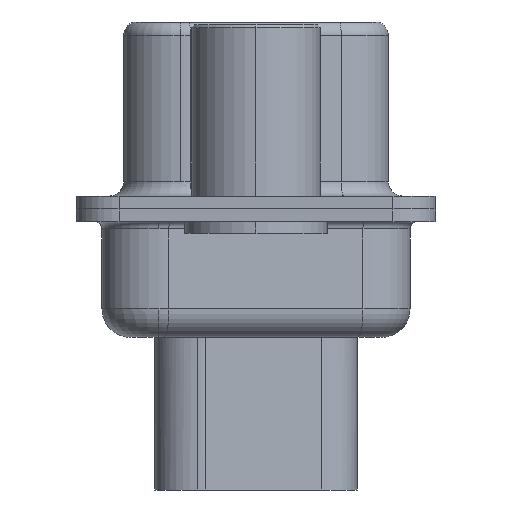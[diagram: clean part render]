
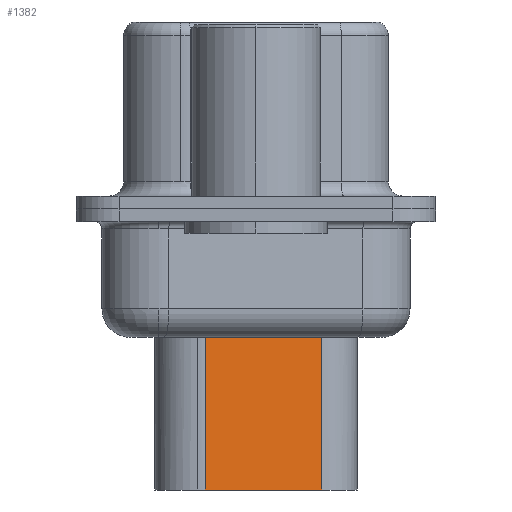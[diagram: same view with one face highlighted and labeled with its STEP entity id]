
A CAD part, left-side view. The second image highlights one B-rep face of the part: STEP entity #1382.
In plain terms, the highlighted planar face has unit normal (-0.985, -0.174, 0).
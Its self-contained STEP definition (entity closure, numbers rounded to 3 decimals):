
#1226 = CARTESIAN_POINT ( 'NONE',  ( 5.228, -2.3, -3.1 ) ) ;
#1273 = CARTESIAN_POINT ( 'NONE',  ( 4.509, 1.78, -9.85 ) ) ;
#1382 = ADVANCED_FACE ( 'NONE', ( #6415 ), #14674, .T. ) ;
#1592 = CARTESIAN_POINT ( 'NONE',  ( 4.338, 2.749, -3.975 ) ) ;
#2153 = CARTESIAN_POINT ( 'NONE',  ( 4.509, 1.78, -3.1 ) ) ;
#3040 = VECTOR ( 'NONE', #12460, 1000. ) ;
#3693 = CARTESIAN_POINT ( 'NONE',  ( 5.228, -2.3, -3.975 ) ) ;
#4347 = ORIENTED_EDGE ( 'NONE', *, *, #14675, .T. ) ;
#4449 = VECTOR ( 'NONE', #17028, 1000. ) ;
#4527 = CARTESIAN_POINT ( 'NONE',  ( 5.228, -2.3, -9.85 ) ) ;
#5128 = CARTESIAN_POINT ( 'NONE',  ( 4.509, 1.78, -9.85 ) ) ;
#6415 = FACE_OUTER_BOUND ( 'NONE', #10126, .T. ) ;
#6812 = DIRECTION ( 'NONE',  ( -0.174, 0.985, 0. ) ) ;
#7375 = ORIENTED_EDGE ( 'NONE', *, *, #10153, .F. ) ;
#7523 = DIRECTION ( 'NONE',  ( -0.985, -0.174, 0. ) ) ;
#8299 = VERTEX_POINT ( 'NONE', #3693 ) ;
#8760 = VERTEX_POINT ( 'NONE', #5128 ) ;
#9912 = LINE ( 'NONE', #1592, #4449 ) ;
#10033 = VERTEX_POINT ( 'NONE', #4527 ) ;
#10126 = EDGE_LOOP ( 'NONE', ( #7375, #4347, #14065, #10948 ) ) ;
#10153 = EDGE_CURVE ( 'NONE', #8299, #10033, #16289, .T. ) ;
#10214 = EDGE_CURVE ( 'NONE', #16705, #8760, #13836, .T. ) ;
#10935 = VECTOR ( 'NONE', #14925, 1000. ) ;
#10948 = ORIENTED_EDGE ( 'NONE', *, *, #17075, .F. ) ;
#12460 = DIRECTION ( 'NONE',  ( 0., 0., -1. ) ) ;
#13387 = DIRECTION ( 'NONE',  ( 0.174, -0.985, 0. ) ) ;
#13648 = CARTESIAN_POINT ( 'NONE',  ( 4.509, 1.78, -3.1 ) ) ;
#13787 = LINE ( 'NONE', #1273, #15234 ) ;
#13836 = LINE ( 'NONE', #13648, #3040 ) ;
#14065 = ORIENTED_EDGE ( 'NONE', *, *, #10214, .T. ) ;
#14674 = PLANE ( 'NONE',  #15429 ) ;
#14675 = EDGE_CURVE ( 'NONE', #8299, #16705, #9912, .T. ) ;
#14925 = DIRECTION ( 'NONE',  ( 0., 0., -1. ) ) ;
#15187 = CARTESIAN_POINT ( 'NONE',  ( 4.509, 1.78, -3.975 ) ) ;
#15234 = VECTOR ( 'NONE', #6812, 1000. ) ;
#15429 = AXIS2_PLACEMENT_3D ( 'NONE', #2153, #7523, #13387 ) ;
#16289 = LINE ( 'NONE', #1226, #10935 ) ;
#16705 = VERTEX_POINT ( 'NONE', #15187 ) ;
#17028 = DIRECTION ( 'NONE',  ( -0.174, 0.985, 0. ) ) ;
#17075 = EDGE_CURVE ( 'NONE', #10033, #8760, #13787, .T. ) ;
